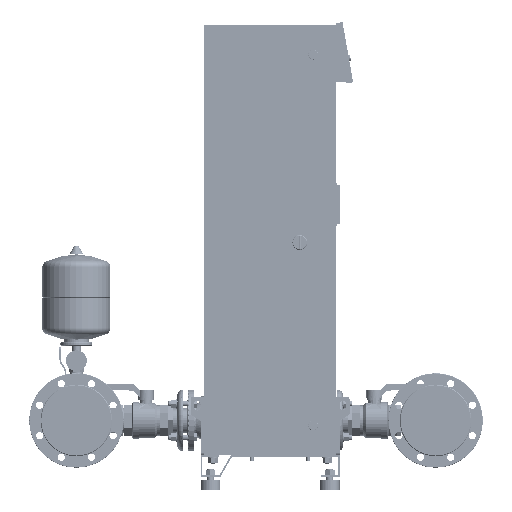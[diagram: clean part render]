
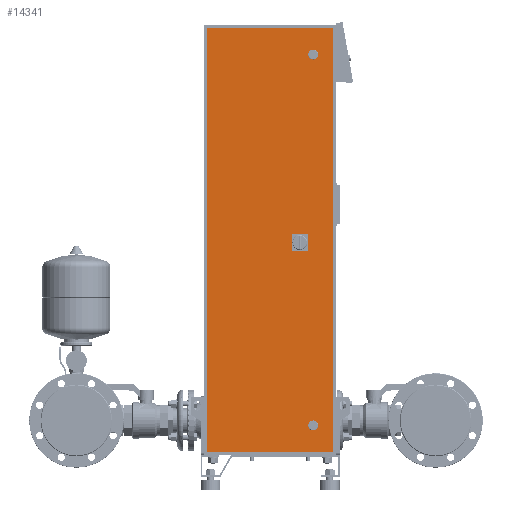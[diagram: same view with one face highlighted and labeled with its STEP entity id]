
A CAD part, left-side view. The second image highlights one B-rep face of the part: STEP entity #14341.
In plain terms, the highlighted free-form (B-spline) face has degree [1, 1] with [2, 2] control points.
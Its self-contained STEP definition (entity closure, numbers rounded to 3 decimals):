
#13974=CARTESIAN_POINT('',(-300.0,-130.0,1300.0));
#13975=VERTEX_POINT('',#13974);
#13991=CARTESIAN_POINT('',(-300.0,-130.0,1330.0));
#13992=VERTEX_POINT('',#13991);
#13999=CARTESIAN_POINT('',(-300.0,-130.0,1315.0));
#14000=DIRECTION('',(1.0,0.0,0.0));
#14001=DIRECTION('',(0.0,0.0,-1.0));
#14002=AXIS2_PLACEMENT_3D('',#13999,#14000,#14001);
#14003=CIRCLE('',#14002,15.0);
#14004=EDGE_CURVE('',#13975,#13992,#14003,.T.);
#14098=CARTESIAN_POINT('',(-300.0,-130.0,180.0));
#14099=VERTEX_POINT('',#14098);
#14115=CARTESIAN_POINT('',(-300.0,-130.0,210.0));
#14116=VERTEX_POINT('',#14115);
#14123=CARTESIAN_POINT('',(-300.0,-130.0,195.0));
#14124=DIRECTION('',(1.0,0.0,0.0));
#14125=DIRECTION('',(0.0,0.0,-1.0));
#14126=AXIS2_PLACEMENT_3D('',#14123,#14124,#14125);
#14127=CIRCLE('',#14126,15.0);
#14128=EDGE_CURVE('',#14099,#14116,#14127,.T.);
#14197=CARTESIAN_POINT('',(-300.0,-130.0,195.0));
#14198=DIRECTION('',(1.0,0.0,0.0));
#14199=DIRECTION('',(0.0,0.0,-1.0));
#14200=AXIS2_PLACEMENT_3D('',#14197,#14198,#14199);
#14201=CIRCLE('',#14200,15.0);
#14202=EDGE_CURVE('',#14116,#14099,#14201,.T.);
#14262=CARTESIAN_POINT('',(-300.0,190.0,115.0));
#14263=VERTEX_POINT('',#14262);
#14264=CARTESIAN_POINT('',(-300.0,-190.0,115.0));
#14265=VERTEX_POINT('',#14264);
#14266=CARTESIAN_POINT('',(-300.0,190.0,115.0));
#14267=DIRECTION('',(0.0,-1.0,0.0));
#14268=VECTOR('',#14267,380.0);
#14269=LINE('',#14266,#14268);
#14270=EDGE_CURVE('',#14263,#14265,#14269,.T.);
#14297=CARTESIAN_POINT('',(-300.0,190.0,1395.0));
#14298=CARTESIAN_POINT('',(-300.0,190.0,115.0));
#14299=CARTESIAN_POINT('',(-300.,-190.0,1395.0));
#14300=CARTESIAN_POINT('',(-300.0,-190.0,115.0));
#14301=B_SPLINE_SURFACE_WITH_KNOTS('',1,1,((#14297,#14299),(#14298,#14300)),.UNSPECIFIED.,.F.,.F.,.U.,(2,2),(2,2),(0.0,1280.0),(0.0,380.0),.UNSPECIFIED.);
#14302=CARTESIAN_POINT('',(-300.0,-190.0,1395.0));
#14303=VERTEX_POINT('',#14302);
#14304=CARTESIAN_POINT('',(-300.0,-190.0,115.0));
#14305=DIRECTION('',(0.0,0.0,1.0));
#14306=VECTOR('',#14305,1280.0);
#14307=LINE('',#14304,#14306);
#14308=EDGE_CURVE('',#14265,#14303,#14307,.T.);
#14309=ORIENTED_EDGE('',*,*,#14308,.T.);
#14310=CARTESIAN_POINT('',(-300.0,190.,1395.0));
#14311=VERTEX_POINT('',#14310);
#14312=CARTESIAN_POINT('',(-300.0,-190.0,1395.0));
#14313=DIRECTION('',(0.0,1.0,0.0));
#14314=VECTOR('',#14313,380.);
#14315=LINE('',#14312,#14314);
#14316=EDGE_CURVE('',#14303,#14311,#14315,.T.);
#14317=ORIENTED_EDGE('',*,*,#14316,.T.);
#14318=CARTESIAN_POINT('',(-300.0,190.,1395.0));
#14319=DIRECTION('',(0.0,0.0,-1.0));
#14320=VECTOR('',#14319,1280.0);
#14321=LINE('',#14318,#14320);
#14322=EDGE_CURVE('',#14311,#14263,#14321,.T.);
#14323=ORIENTED_EDGE('',*,*,#14322,.T.);
#14324=ORIENTED_EDGE('',*,*,#14270,.T.);
#14325=EDGE_LOOP('',(#14309,#14317,#14323,#14324));
#14326=FACE_OUTER_BOUND('',#14325,.T.);
#14327=ORIENTED_EDGE('',*,*,#14202,.T.);
#14328=ORIENTED_EDGE('',*,*,#14128,.T.);
#14329=EDGE_LOOP('',(#14327,#14328));
#14330=FACE_BOUND('',#14329,.T.);
#14331=CARTESIAN_POINT('',(-300.0,-130.0,1315.0));
#14332=DIRECTION('',(1.0,0.0,0.0));
#14333=DIRECTION('',(0.0,0.0,-1.0));
#14334=AXIS2_PLACEMENT_3D('',#14331,#14332,#14333);
#14335=CIRCLE('',#14334,15.0);
#14336=EDGE_CURVE('',#13992,#13975,#14335,.T.);
#14337=ORIENTED_EDGE('',*,*,#14336,.T.);
#14338=ORIENTED_EDGE('',*,*,#14004,.T.);
#14339=EDGE_LOOP('',(#14337,#14338));
#14340=FACE_BOUND('',#14339,.T.);
#14341=ADVANCED_FACE('',(#14326,#14330,#14340),#14301,.T.);
